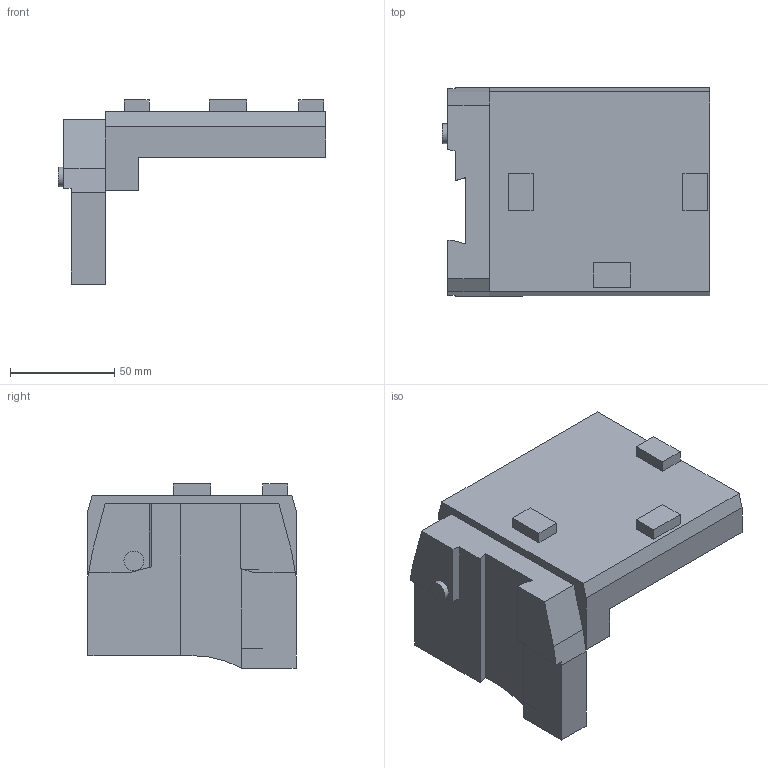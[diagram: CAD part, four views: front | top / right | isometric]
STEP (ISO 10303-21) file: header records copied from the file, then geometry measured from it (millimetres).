
FILE_DESCRIPTION(/* description */ (''),/* implementation_level */ '2;1');
FILE_NAME(/* name */ '1527736689236.stp',/* time_stamp */ '2018-05-31T08:48:27+05:00',/* author */ (''),/* organization */ ('SMS'),/* preprocessor_version */ 'ST-DEVELOPER v15',/* originating_system */ 'SIEMENS PLM Software NX 8.5',/* authorisation */ '');
FILE_SCHEMA (('AUTOMOTIVE_DESIGN { 1 0 10303 214 3 1 1 1 }'));
Length unit declared in the file: millimetre
Products named in the file (1): 201630211mod000_00
Bounding box: 128.75 x 100 x 88.5 mm (x, y, z)
Volume: 370899 mm3; surface area: 49984.9 mm2
Topology: 1 solids, 1 shells, 64 faces, 173 edges, 118 vertices
Faces by surface type: plane 59, cylinder 5
Full cylindrical faces by diameter (mm): 9.5 x1
Entity records: 2038 total; most frequent: CARTESIAN_POINT 356, ORIENTED_EDGE 342, DIRECTION 321, EDGE_CURVE 171, LINE 157, VECTOR 157, VERTEX_POINT 114, AXIS2_PLACEMENT_3D 82
